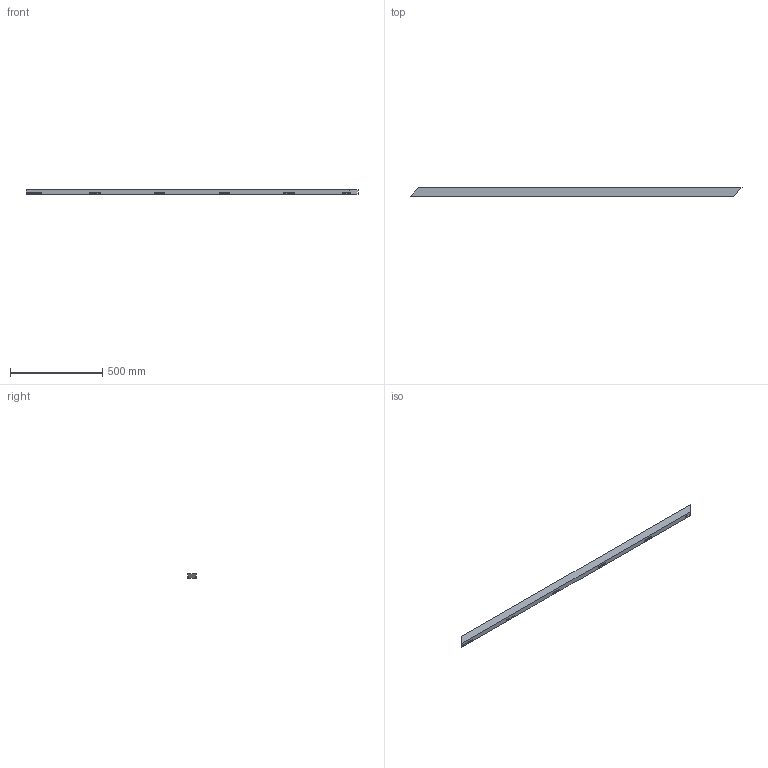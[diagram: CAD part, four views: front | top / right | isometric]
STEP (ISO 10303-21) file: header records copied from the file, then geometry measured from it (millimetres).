
FILE_DESCRIPTION (( 'STEP AP203' ), '1' );
FILE_NAME ('奻狟迖寢-3.STEP', '2022-02-18T04:12:05', ( '' ), ( '' ), 'SwSTEP 2.0', 'SolidWorks 2018', '' );
FILE_SCHEMA (( 'CONFIG_CONTROL_DESIGN' ));
Length unit declared in the file: millimetre
Products named in the file (1): 奻狟迖寢-3
Bounding box: 1796 x 48 x 25 mm (x, y, z)
Volume: 2070645 mm3; surface area: 267705.3 mm2
Topology: 1 solids, 1 shells, 62 faces, 156 edges, 104 vertices
Faces by surface type: plane 62
Entity records: 1897 total; most frequent: CARTESIAN_POINT 323, ORIENTED_EDGE 312, DIRECTION 282, EDGE_CURVE 156, LINE 156, VECTOR 156, VERTEX_POINT 104, EDGE_LOOP 70
